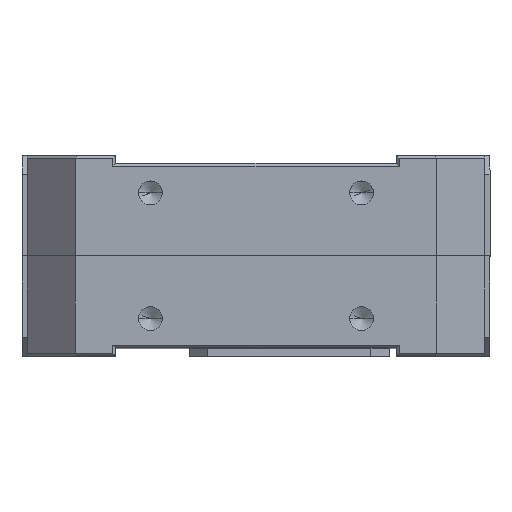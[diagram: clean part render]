
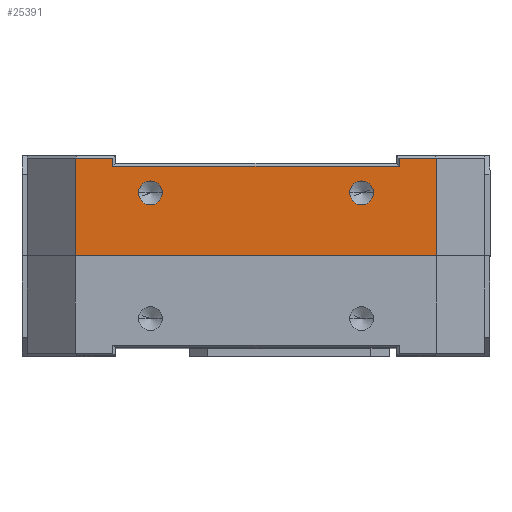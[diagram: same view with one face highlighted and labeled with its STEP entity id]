
A CAD part, top view. The second image highlights one B-rep face of the part: STEP entity #25391.
In plain terms, the highlighted planar face has unit normal (0, 0, 1).
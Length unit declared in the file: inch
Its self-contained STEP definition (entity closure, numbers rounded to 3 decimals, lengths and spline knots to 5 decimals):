
#1207 = CARTESIAN_POINT ( 'NONE',  ( 0.535, 0.345, 0.625 ) ) ;
#1276 = EDGE_CURVE ( 'NONE', #18646, #20445, #6767, .T. ) ;
#1347 = DIRECTION ( 'NONE',  ( -1., 0., 0. ) ) ;
#2557 = AXIS2_PLACEMENT_3D ( 'NONE', #7531, #18086, #5046 ) ;
#2951 = CARTESIAN_POINT ( 'NONE',  ( 0.4395, 0.235, 0.625 ) ) ;
#3188 = CARTESIAN_POINT ( 'NONE',  ( 0.875, 0., 0.625 ) ) ;
#3695 = CARTESIAN_POINT ( 'NONE',  ( -0.535, 0.375, 0.625 ) ) ;
#3828 = AXIS2_PLACEMENT_3D ( 'NONE', #5389, #15524, #26068 ) ;
#4253 = ORIENTED_EDGE ( 'NONE', *, *, #4256, .F. ) ;
#4256 = EDGE_CURVE ( 'NONE', #13353, #9243, #20719, .T. ) ;
#4267 = CARTESIAN_POINT ( 'NONE',  ( 0.3505, 0.235, 0.625 ) ) ;
#4548 = EDGE_LOOP ( 'NONE', ( #25493, #10155 ) ) ;
#4722 = VECTOR ( 'NONE', #1347, 39.37008 ) ;
#5046 = DIRECTION ( 'NONE',  ( -1., 0., 0. ) ) ;
#5115 = DIRECTION ( 'NONE',  ( 0., 1., 0. ) ) ;
#5336 = ORIENTED_EDGE ( 'NONE', *, *, #1276, .T. ) ;
#5389 = CARTESIAN_POINT ( 'NONE',  ( 0.395, 0.235, 0.625 ) ) ;
#5523 = LINE ( 'NONE', #3188, #26840 ) ;
#5611 = CARTESIAN_POINT ( 'NONE',  ( 0.535, 0.335, 0.625 ) ) ;
#6199 = EDGE_CURVE ( 'NONE', #7449, #6757, #9546, .T. ) ;
#6487 = AXIS2_PLACEMENT_3D ( 'NONE', #22130, #19768, #6996 ) ;
#6523 = EDGE_CURVE ( 'NONE', #20445, #21110, #7124, .T. ) ;
#6757 = VERTEX_POINT ( 'NONE', #18641 ) ;
#6767 = LINE ( 'NONE', #26190, #12898 ) ;
#6996 = DIRECTION ( 'NONE',  ( -1., 0., 0. ) ) ;
#7124 = LINE ( 'NONE', #19770, #7514 ) ;
#7403 = DIRECTION ( 'NONE',  ( 0., 0., 1. ) ) ;
#7428 = DIRECTION ( 'NONE',  ( 0., -1., 0. ) ) ;
#7449 = VERTEX_POINT ( 'NONE', #26587 ) ;
#7514 = VECTOR ( 'NONE', #23522, 39.37008 ) ;
#7531 = CARTESIAN_POINT ( 'NONE',  ( -0.395, 0.235, 0.625 ) ) ;
#7685 = LINE ( 'NONE', #1207, #16574 ) ;
#8102 = EDGE_CURVE ( 'NONE', #8500, #18710, #9210, .T. ) ;
#8500 = VERTEX_POINT ( 'NONE', #25541 ) ;
#8917 = CARTESIAN_POINT ( 'NONE',  ( 0.675, 0., 0.625 ) ) ;
#9137 = CIRCLE ( 'NONE', #3828, 0.0445 ) ;
#9210 = LINE ( 'NONE', #10870, #16974 ) ;
#9243 = VERTEX_POINT ( 'NONE', #21000 ) ;
#9511 = ORIENTED_EDGE ( 'NONE', *, *, #6523, .T. ) ;
#9546 = LINE ( 'NONE', #3695, #10151 ) ;
#10151 = VECTOR ( 'NONE', #15780, 39.37008 ) ;
#10155 = ORIENTED_EDGE ( 'NONE', *, *, #15752, .F. ) ;
#10479 = ORIENTED_EDGE ( 'NONE', *, *, #11755, .T. ) ;
#10870 = CARTESIAN_POINT ( 'NONE',  ( -0.675, 0.375, 0.625 ) ) ;
#11209 = ORIENTED_EDGE ( 'NONE', *, *, #20048, .F. ) ;
#11755 = EDGE_CURVE ( 'NONE', #20154, #7449, #21495, .T. ) ;
#11851 = CARTESIAN_POINT ( 'NONE',  ( 0.395, 0.235, 0.625 ) ) ;
#11882 = CARTESIAN_POINT ( 'NONE',  ( 0.875, 0.375, 0.625 ) ) ;
#12009 = FACE_OUTER_BOUND ( 'NONE', #27020, .T. ) ;
#12898 = VECTOR ( 'NONE', #5115, 39.37008 ) ;
#13142 = EDGE_LOOP ( 'NONE', ( #4253, #11209 ) ) ;
#13353 = VERTEX_POINT ( 'NONE', #13676 ) ;
#13676 = CARTESIAN_POINT ( 'NONE',  ( -0.4395, 0.235, 0.625 ) ) ;
#14233 = LINE ( 'NONE', #22560, #4722 ) ;
#14249 = ORIENTED_EDGE ( 'NONE', *, *, #15761, .F. ) ;
#15339 = ORIENTED_EDGE ( 'NONE', *, *, #6199, .T. ) ;
#15524 = DIRECTION ( 'NONE',  ( 0., 0., 1. ) ) ;
#15752 = EDGE_CURVE ( 'NONE', #26202, #16045, #9137, .T. ) ;
#15761 = EDGE_CURVE ( 'NONE', #18646, #18710, #5523, .T. ) ;
#15780 = DIRECTION ( 'NONE',  ( 0., 1., 0. ) ) ;
#15878 = DIRECTION ( 'NONE',  ( -1., 0., 0. ) ) ;
#16045 = VERTEX_POINT ( 'NONE', #4267 ) ;
#16261 = EDGE_CURVE ( 'NONE', #6757, #8500, #14233, .T. ) ;
#16574 = VECTOR ( 'NONE', #7428, 39.37008 ) ;
#16746 = ORIENTED_EDGE ( 'NONE', *, *, #16261, .T. ) ;
#16974 = VECTOR ( 'NONE', #19325, 39.37008 ) ;
#17057 = CARTESIAN_POINT ( 'NONE',  ( -0.525, 0.335, 0.625 ) ) ;
#17292 = ORIENTED_EDGE ( 'NONE', *, *, #23438, .T. ) ;
#17463 = CIRCLE ( 'NONE', #20570, 0.0445 ) ;
#18031 = AXIS2_PLACEMENT_3D ( 'NONE', #11882, #26692, #26438 ) ;
#18086 = DIRECTION ( 'NONE',  ( 0., 0., 1. ) ) ;
#18242 = FACE_BOUND ( 'NONE', #13142, .T. ) ;
#18297 = CARTESIAN_POINT ( 'NONE',  ( 0.675, 0.365, 0.625 ) ) ;
#18532 = PLANE ( 'NONE',  #18031 ) ;
#18641 = CARTESIAN_POINT ( 'NONE',  ( -0.535, 0.365, 0.625 ) ) ;
#18646 = VERTEX_POINT ( 'NONE', #8917 ) ;
#18710 = VERTEX_POINT ( 'NONE', #21951 ) ;
#19325 = DIRECTION ( 'NONE',  ( 0., -1., 0. ) ) ;
#19768 = DIRECTION ( 'NONE',  ( 0., 0., 1. ) ) ;
#19770 = CARTESIAN_POINT ( 'NONE',  ( 0.875, 0.365, 0.625 ) ) ;
#20048 = EDGE_CURVE ( 'NONE', #9243, #13353, #22007, .T. ) ;
#20058 = FACE_BOUND ( 'NONE', #4548, .T. ) ;
#20154 = VERTEX_POINT ( 'NONE', #5611 ) ;
#20445 = VERTEX_POINT ( 'NONE', #18297 ) ;
#20570 = AXIS2_PLACEMENT_3D ( 'NONE', #11851, #7403, #15878 ) ;
#20719 = CIRCLE ( 'NONE', #2557, 0.0445 ) ;
#21000 = CARTESIAN_POINT ( 'NONE',  ( -0.3505, 0.235, 0.625 ) ) ;
#21110 = VERTEX_POINT ( 'NONE', #24728 ) ;
#21495 = LINE ( 'NONE', #17057, #25212 ) ;
#21951 = CARTESIAN_POINT ( 'NONE',  ( -0.675, 0., 0.625 ) ) ;
#22007 = CIRCLE ( 'NONE', #6487, 0.0445 ) ;
#22130 = CARTESIAN_POINT ( 'NONE',  ( -0.395, 0.235, 0.625 ) ) ;
#22560 = CARTESIAN_POINT ( 'NONE',  ( 0.875, 0.365, 0.625 ) ) ;
#23438 = EDGE_CURVE ( 'NONE', #21110, #20154, #7685, .T. ) ;
#23522 = DIRECTION ( 'NONE',  ( -1., 0., 0. ) ) ;
#24400 = DIRECTION ( 'NONE',  ( -1., 0., 0. ) ) ;
#24728 = CARTESIAN_POINT ( 'NONE',  ( 0.535, 0.365, 0.625 ) ) ;
#25212 = VECTOR ( 'NONE', #27454, 39.37008 ) ;
#25391 = ADVANCED_FACE ( 'NONE', ( #12009, #20058, #18242 ), #18532, .T. ) ;
#25493 = ORIENTED_EDGE ( 'NONE', *, *, #26997, .F. ) ;
#25541 = CARTESIAN_POINT ( 'NONE',  ( -0.675, 0.365, 0.625 ) ) ;
#26068 = DIRECTION ( 'NONE',  ( -1., 0., 0. ) ) ;
#26190 = CARTESIAN_POINT ( 'NONE',  ( 0.675, 0.375, 0.625 ) ) ;
#26202 = VERTEX_POINT ( 'NONE', #2951 ) ;
#26438 = DIRECTION ( 'NONE',  ( -1., 0., 0. ) ) ;
#26587 = CARTESIAN_POINT ( 'NONE',  ( -0.535, 0.335, 0.625 ) ) ;
#26692 = DIRECTION ( 'NONE',  ( 0., 0., 1. ) ) ;
#26840 = VECTOR ( 'NONE', #24400, 39.37008 ) ;
#26862 = ORIENTED_EDGE ( 'NONE', *, *, #8102, .T. ) ;
#26997 = EDGE_CURVE ( 'NONE', #16045, #26202, #17463, .T. ) ;
#27020 = EDGE_LOOP ( 'NONE', ( #5336, #9511, #17292, #10479, #15339, #16746, #26862, #14249 ) ) ;
#27454 = DIRECTION ( 'NONE',  ( -1., 0., 0. ) ) ;
